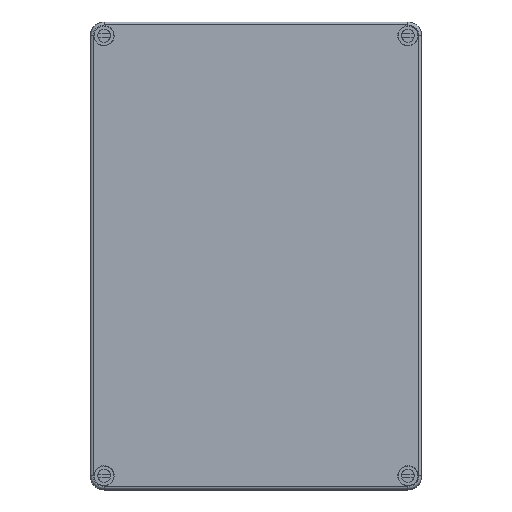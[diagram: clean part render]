
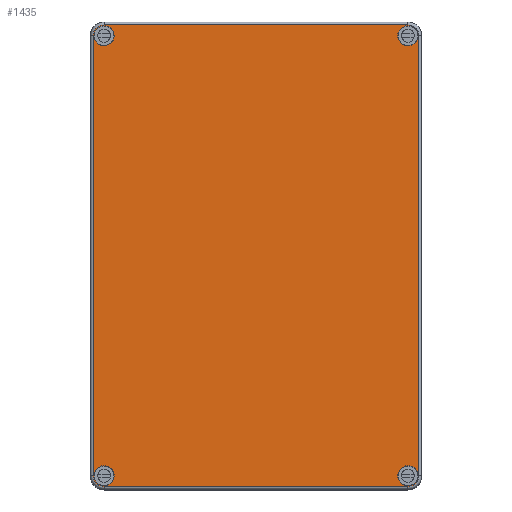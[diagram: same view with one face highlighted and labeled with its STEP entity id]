
A CAD part, top view. The second image highlights one B-rep face of the part: STEP entity #1435.
In plain terms, the highlighted planar face has unit normal (0, 0, 1).
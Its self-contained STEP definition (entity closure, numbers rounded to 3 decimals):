
#1435 = ADVANCED_FACE( '', ( #3359, #3360, #3361, #3362, #3363 ), #3364, .T. );
#3359 = FACE_OUTER_BOUND( '', #5880, .T. );
#3360 = FACE_BOUND( '', #5881, .T. );
#3361 = FACE_BOUND( '', #5882, .T. );
#3362 = FACE_BOUND( '', #5883, .T. );
#3363 = FACE_BOUND( '', #5884, .T. );
#3364 = PLANE( '', #5885 );
#5880 = EDGE_LOOP( '', ( #9819, #9820, #9821, #9822, #9823, #9824, #9825, #9826 ) );
#5881 = EDGE_LOOP( '', ( #9827 ) );
#5882 = EDGE_LOOP( '', ( #9828 ) );
#5883 = EDGE_LOOP( '', ( #9829 ) );
#5884 = EDGE_LOOP( '', ( #9830 ) );
#5885 = AXIS2_PLACEMENT_3D( '', #9831, #9832, #9833 );
#9819 = ORIENTED_EDGE( '', *, *, #14004, .F. );
#9820 = ORIENTED_EDGE( '', *, *, #14857, .F. );
#9821 = ORIENTED_EDGE( '', *, *, #14858, .T. );
#9822 = ORIENTED_EDGE( '', *, *, #14859, .F. );
#9823 = ORIENTED_EDGE( '', *, *, #14860, .T. );
#9824 = ORIENTED_EDGE( '', *, *, #14293, .T. );
#9825 = ORIENTED_EDGE( '', *, *, #14861, .F. );
#9826 = ORIENTED_EDGE( '', *, *, #14862, .T. );
#9827 = ORIENTED_EDGE( '', *, *, #14863, .T. );
#9828 = ORIENTED_EDGE( '', *, *, #14864, .T. );
#9829 = ORIENTED_EDGE( '', *, *, #14865, .T. );
#9830 = ORIENTED_EDGE( '', *, *, #14165, .T. );
#9831 = CARTESIAN_POINT( '', ( 0., 0., 39. ) );
#9832 = DIRECTION( '', ( 0., 0., 1. ) );
#9833 = DIRECTION( '', ( 1., 0., 0. ) );
#14004 = EDGE_CURVE( '', #16688, #16689, #16690, .T. );
#14165 = EDGE_CURVE( '', #16958, #16958, #16959, .T. );
#14293 = EDGE_CURVE( '', #17176, #17174, #17177, .T. );
#14857 = EDGE_CURVE( '', #18044, #16688, #18045, .T. );
#14858 = EDGE_CURVE( '', #18044, #18046, #18047, .T. );
#14859 = EDGE_CURVE( '', #18048, #18046, #18049, .T. );
#14860 = EDGE_CURVE( '', #18048, #17176, #18050, .T. );
#14861 = EDGE_CURVE( '', #18051, #17174, #18052, .T. );
#14862 = EDGE_CURVE( '', #18051, #16689, #18053, .T. );
#14863 = EDGE_CURVE( '', #18054, #18054, #18055, .T. );
#14864 = EDGE_CURVE( '', #18056, #18056, #18057, .T. );
#14865 = EDGE_CURVE( '', #18058, #18058, #18059, .T. );
#16688 = VERTEX_POINT( '', #20365 );
#16689 = VERTEX_POINT( '', #20366 );
#16690 = CIRCLE( '', #20367, 5.869 );
#16958 = VERTEX_POINT( '', #20738 );
#16959 = CIRCLE( '', #20739, 5.5 );
#17174 = VERTEX_POINT( '', #21015 );
#17176 = VERTEX_POINT( '', #21017 );
#17177 = LINE( '', #21018, #21019 );
#18044 = VERTEX_POINT( '', #22162 );
#18045 = LINE( '', #22163, #22164 );
#18046 = VERTEX_POINT( '', #22165 );
#18047 = CIRCLE( '', #22166, 5.869 );
#18048 = VERTEX_POINT( '', #22167 );
#18049 = LINE( '', #22168, #22169 );
#18050 = CIRCLE( '', #22170, 5.869 );
#18051 = VERTEX_POINT( '', #22171 );
#18052 = CIRCLE( '', #22172, 5.869 );
#18053 = LINE( '', #22173, #22174 );
#18054 = VERTEX_POINT( '', #22175 );
#18055 = CIRCLE( '', #22176, 5.5 );
#18056 = VERTEX_POINT( '', #22177 );
#18057 = CIRCLE( '', #22178, 5.5 );
#18058 = VERTEX_POINT( '', #22179 );
#18059 = CIRCLE( '', #22180, 5.5 );
#20365 = CARTESIAN_POINT( '', ( -82.5, -125.369, 39. ) );
#20366 = CARTESIAN_POINT( '', ( -88.369, -119.5, 39. ) );
#20367 = AXIS2_PLACEMENT_3D( '', #24531, #24532, #24533 );
#20738 = CARTESIAN_POINT( '', ( 77., 119.5, 39. ) );
#20739 = AXIS2_PLACEMENT_3D( '', #24782, #24783, #24784 );
#21015 = CARTESIAN_POINT( '', ( -82.5, 125.369, 39. ) );
#21017 = CARTESIAN_POINT( '', ( 82.5, 125.369, 39. ) );
#21018 = CARTESIAN_POINT( '', ( 100., 125.369, 39. ) );
#21019 = VECTOR( '', #24969, 1000. );
#22162 = CARTESIAN_POINT( '', ( 82.5, -125.369, 39. ) );
#22163 = CARTESIAN_POINT( '', ( 100., -125.369, 39. ) );
#22164 = VECTOR( '', #25684, 1000. );
#22165 = CARTESIAN_POINT( '', ( 88.369, -119.5, 39. ) );
#22166 = AXIS2_PLACEMENT_3D( '', #25685, #25686, #25687 );
#22167 = CARTESIAN_POINT( '', ( 88.369, 119.5, 39. ) );
#22168 = CARTESIAN_POINT( '', ( 88.369, 150., 39. ) );
#22169 = VECTOR( '', #25688, 1000. );
#22170 = AXIS2_PLACEMENT_3D( '', #25689, #25690, #25691 );
#22171 = CARTESIAN_POINT( '', ( -88.369, 119.5, 39. ) );
#22172 = AXIS2_PLACEMENT_3D( '', #25692, #25693, #25694 );
#22173 = CARTESIAN_POINT( '', ( -88.369, 150., 39. ) );
#22174 = VECTOR( '', #25695, 1000. );
#22175 = CARTESIAN_POINT( '', ( -88., -119.5, 39. ) );
#22176 = AXIS2_PLACEMENT_3D( '', #25696, #25697, #25698 );
#22177 = CARTESIAN_POINT( '', ( 77., -119.5, 39. ) );
#22178 = AXIS2_PLACEMENT_3D( '', #25699, #25700, #25701 );
#22179 = CARTESIAN_POINT( '', ( -88., 119.5, 39. ) );
#22180 = AXIS2_PLACEMENT_3D( '', #25702, #25703, #25704 );
#24531 = CARTESIAN_POINT( '', ( -82.5, -119.5, 39. ) );
#24532 = DIRECTION( '', ( 0., 0., -1. ) );
#24533 = DIRECTION( '', ( -1., 0., 0. ) );
#24782 = CARTESIAN_POINT( '', ( 82.5, 119.5, 39. ) );
#24783 = DIRECTION( '', ( 0., 0., -1. ) );
#24784 = DIRECTION( '', ( -1., 0., 0. ) );
#24969 = DIRECTION( '', ( -1., 0., 0. ) );
#25684 = DIRECTION( '', ( -1., 0., 0. ) );
#25685 = CARTESIAN_POINT( '', ( 82.5, -119.5, 39. ) );
#25686 = DIRECTION( '', ( 0., 0., 1. ) );
#25687 = DIRECTION( '', ( 1., 0., 0. ) );
#25688 = DIRECTION( '', ( 0., -1., 0. ) );
#25689 = CARTESIAN_POINT( '', ( 82.5, 119.5, 39. ) );
#25690 = DIRECTION( '', ( 0., 0., 1. ) );
#25691 = DIRECTION( '', ( 1., 0., 0. ) );
#25692 = CARTESIAN_POINT( '', ( -82.5, 119.5, 39. ) );
#25693 = DIRECTION( '', ( 0., 0., -1. ) );
#25694 = DIRECTION( '', ( -1., 0., 0. ) );
#25695 = DIRECTION( '', ( 0., -1., 0. ) );
#25696 = CARTESIAN_POINT( '', ( -82.5, -119.5, 39. ) );
#25697 = DIRECTION( '', ( 0., 0., -1. ) );
#25698 = DIRECTION( '', ( -1., 0., 0. ) );
#25699 = CARTESIAN_POINT( '', ( 82.5, -119.5, 39. ) );
#25700 = DIRECTION( '', ( 0., 0., -1. ) );
#25701 = DIRECTION( '', ( -1., 0., 0. ) );
#25702 = CARTESIAN_POINT( '', ( -82.5, 119.5, 39. ) );
#25703 = DIRECTION( '', ( 0., 0., -1. ) );
#25704 = DIRECTION( '', ( -1., 0., 0. ) );
